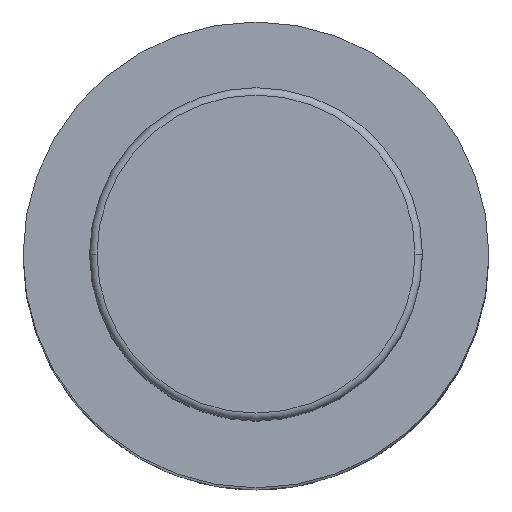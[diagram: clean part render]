
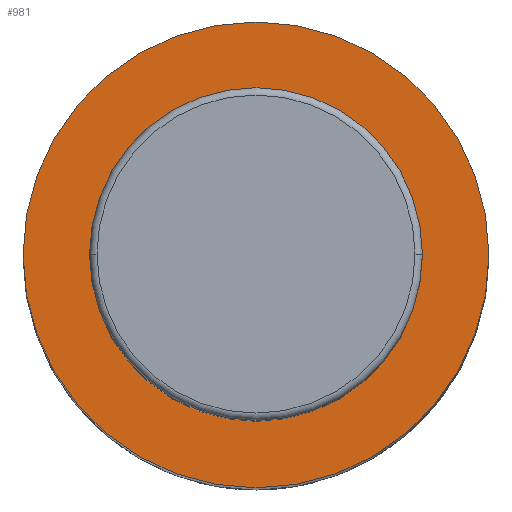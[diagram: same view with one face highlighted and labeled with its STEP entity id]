
A CAD part, top view. The second image highlights one B-rep face of the part: STEP entity #981.
In plain terms, the highlighted planar face has unit normal (0, 0, 1).
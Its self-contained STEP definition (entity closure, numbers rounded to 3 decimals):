
#12 = PLANE ( 'NONE',  #359 ) ;
#107 = DIRECTION ( 'NONE',  ( 0., 0., -1. ) ) ;
#201 = VERTEX_POINT ( 'NONE', #1838 ) ;
#347 = CIRCLE ( 'NONE', #2568, 22.5 ) ;
#359 = AXIS2_PLACEMENT_3D ( 'NONE', #1208, #418, #1805 ) ;
#403 = CARTESIAN_POINT ( 'NONE',  ( 0., 0., 164. ) ) ;
#418 = DIRECTION ( 'NONE',  ( 0., 0., 1. ) ) ;
#604 = DIRECTION ( 'NONE',  ( -1., 0., 0. ) ) ;
#616 = ORIENTED_EDGE ( 'NONE', *, *, #2535, .T. ) ;
#795 = CARTESIAN_POINT ( 'NONE',  ( -22.5, 0., 164. ) ) ;
#853 = ORIENTED_EDGE ( 'NONE', *, *, #896, .T. ) ;
#888 = AXIS2_PLACEMENT_3D ( 'NONE', #1319, #107, #1521 ) ;
#896 = EDGE_CURVE ( 'NONE', #1522, #1304, #2191, .T. ) ;
#945 = CARTESIAN_POINT ( 'NONE',  ( 0., 0., 164. ) ) ;
#980 = DIRECTION ( 'NONE',  ( 0., 0., -1. ) ) ;
#981 = ADVANCED_FACE ( 'NONE', ( #1016, #1546 ), #12, .T. ) ;
#1016 = FACE_BOUND ( 'NONE', #2233, .T. ) ;
#1099 = EDGE_CURVE ( 'NONE', #201, #2111, #2353, .T. ) ;
#1151 = DIRECTION ( 'NONE',  ( -1., 0., 0. ) ) ;
#1208 = CARTESIAN_POINT ( 'NONE',  ( -22.5, 0., 164. ) ) ;
#1304 = VERTEX_POINT ( 'NONE', #795 ) ;
#1319 = CARTESIAN_POINT ( 'NONE',  ( 0., 0., 164. ) ) ;
#1521 = DIRECTION ( 'NONE',  ( -1., 0., 0. ) ) ;
#1522 = VERTEX_POINT ( 'NONE', #1856 ) ;
#1546 = FACE_OUTER_BOUND ( 'NONE', #1830, .T. ) ;
#1617 = AXIS2_PLACEMENT_3D ( 'NONE', #2162, #980, #2373 ) ;
#1729 = CARTESIAN_POINT ( 'NONE',  ( -31.5, 0., 164. ) ) ;
#1762 = AXIS2_PLACEMENT_3D ( 'NONE', #403, #1796, #604 ) ;
#1796 = DIRECTION ( 'NONE',  ( 0., 0., -1. ) ) ;
#1805 = DIRECTION ( 'NONE',  ( 1., 0., 0. ) ) ;
#1830 = EDGE_LOOP ( 'NONE', ( #2495, #2235 ) ) ;
#1838 = CARTESIAN_POINT ( 'NONE',  ( 31.5, 0., 164. ) ) ;
#1856 = CARTESIAN_POINT ( 'NONE',  ( 22.5, 0., 164. ) ) ;
#1974 = CIRCLE ( 'NONE', #1762, 31.5 ) ;
#2111 = VERTEX_POINT ( 'NONE', #1729 ) ;
#2162 = CARTESIAN_POINT ( 'NONE',  ( 0., 0., 164. ) ) ;
#2191 = CIRCLE ( 'NONE', #1617, 22.5 ) ;
#2233 = EDGE_LOOP ( 'NONE', ( #616, #853 ) ) ;
#2235 = ORIENTED_EDGE ( 'NONE', *, *, #1099, .F. ) ;
#2249 = EDGE_CURVE ( 'NONE', #2111, #201, #1974, .T. ) ;
#2332 = DIRECTION ( 'NONE',  ( 0., 0., -1. ) ) ;
#2353 = CIRCLE ( 'NONE', #888, 31.5 ) ;
#2373 = DIRECTION ( 'NONE',  ( -1., 0., 0. ) ) ;
#2495 = ORIENTED_EDGE ( 'NONE', *, *, #2249, .F. ) ;
#2535 = EDGE_CURVE ( 'NONE', #1304, #1522, #347, .T. ) ;
#2568 = AXIS2_PLACEMENT_3D ( 'NONE', #945, #2332, #1151 ) ;
